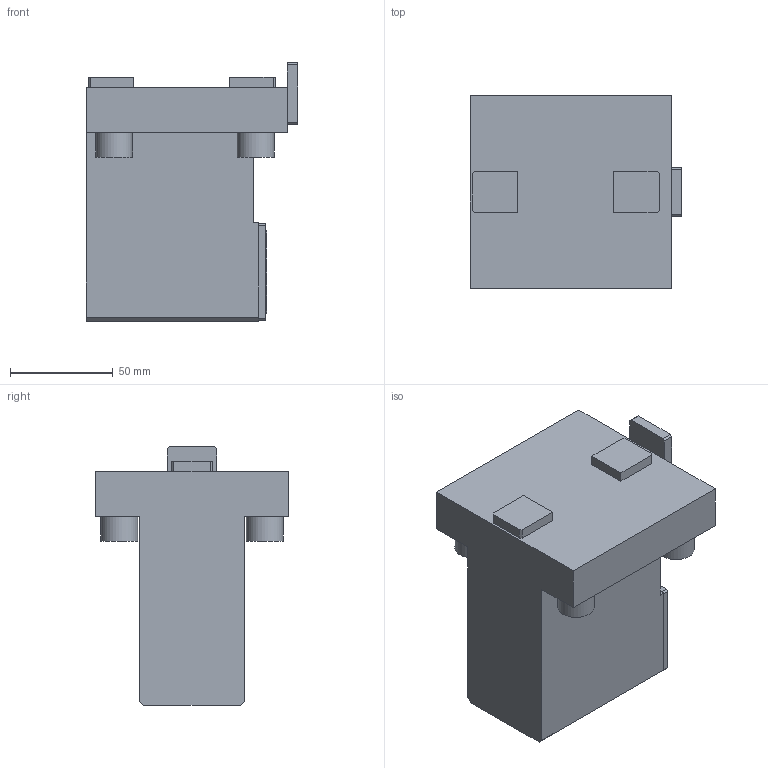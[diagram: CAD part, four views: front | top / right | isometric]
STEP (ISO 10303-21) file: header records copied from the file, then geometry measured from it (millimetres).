
FILE_DESCRIPTION(/* description */ (''),/* implementation_level */ '2;1');
FILE_NAME(/* name */ '1528357692673.stp',/* time_stamp */ '2018-06-07T13:18:22+06:00',/* author */ (''),/* organization */ ('SMS'),/* preprocessor_version */ 'ST-DEVELOPER v15',/* originating_system */ 'SIEMENS PLM Software NX 8.5',/* authorisation */ '');
FILE_SCHEMA (('AUTOMOTIVE_DESIGN { 1 0 10303 214 3 1 1 1 }'));
Length unit declared in the file: millimetre
Products named in the file (1): 201598284mod000_00
Bounding box: 103 x 94 x 126 mm (x, y, z)
Volume: 605578.9 mm3; surface area: 58997.2 mm2
Topology: 1 solids, 1 shells, 67 faces, 170 edges, 118 vertices
Faces by surface type: plane 54, cylinder 7, cone 6
Full cylindrical faces by diameter (mm): 2.5 x1, 18 x4, 31.6 x1, 40.013 x1
Entity records: 2035 total; most frequent: CARTESIAN_POINT 395, DIRECTION 322, ORIENTED_EDGE 312, EDGE_CURVE 156, LINE 130, VECTOR 130, VERTEX_POINT 108, AXIS2_PLACEMENT_3D 96
